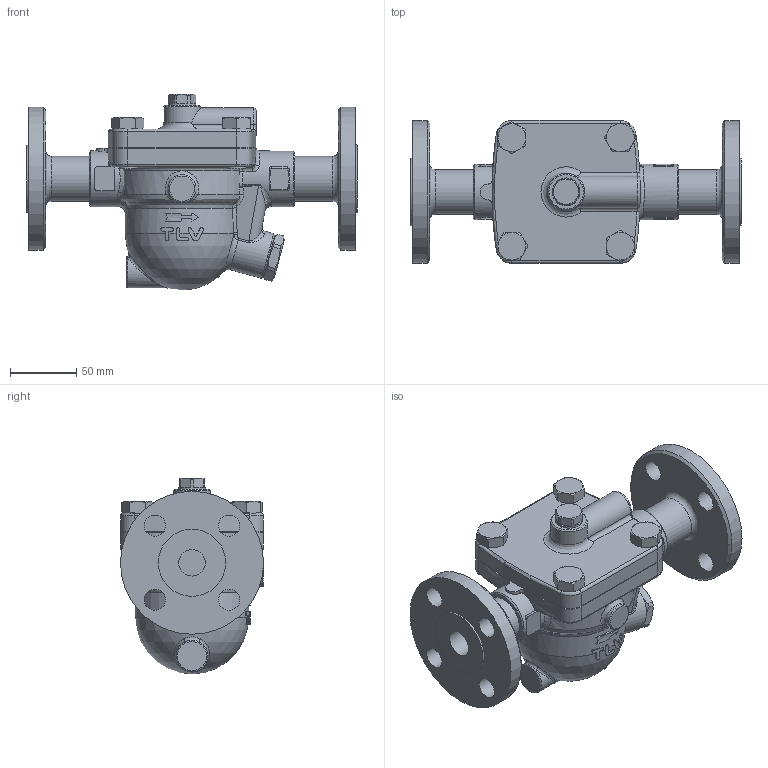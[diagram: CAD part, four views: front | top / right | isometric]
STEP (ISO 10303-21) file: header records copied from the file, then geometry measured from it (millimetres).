
FILE_DESCRIPTION((''),'2;1');
FILE_NAME('j5x00-025-a0150-00.stp','2010-09-27T15:26:58',('nakaot'),(''),'Autodesk Inventor 2008','Autodesk Inventor 2008','');
FILE_SCHEMA(('AUTOMOTIVE_DESIGN { 1 0 10303 214 1 1 1 1 }'));
Length unit declared in the file: millimetre
Products named in the file (1): j5x00-025-a0150-00
Bounding box: 250 x 108 x 148 mm (x, y, z)
Volume: 1267648.9 mm3; surface area: 142893 mm2
Topology: 1 solids, 1 shells, 415 faces, 1035 edges, 629 vertices
Faces by surface type: bspline 128, plane 111, cylinder 96, cone 62, torus 17, sphere 1
Full cylindrical faces by diameter (mm): 14 x8, 16 x4, 20 x1, 21 x2, 28 x1, 34 x1, 35 x1, 42 x2, 77 x1, 108 x1
Entity records: 24367 total; most frequent: CARTESIAN_POINT 15776, ORIENTED_EDGE 1872, DIRECTION 1622, EDGE_CURVE 936, AXIS2_PLACEMENT_3D 702, VERTEX_POINT 594, EDGE_LOOP 508, FACE_OUTER_BOUND 413
